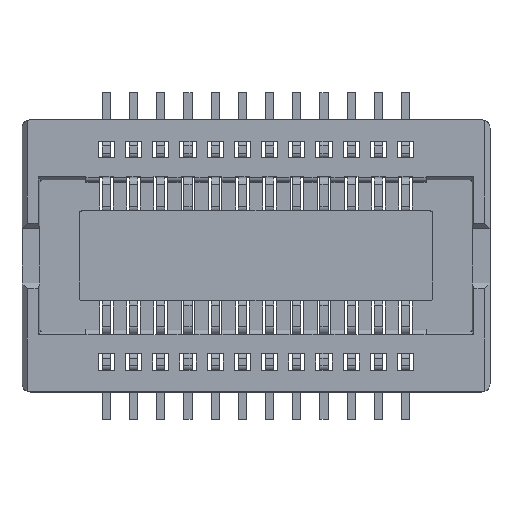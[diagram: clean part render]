
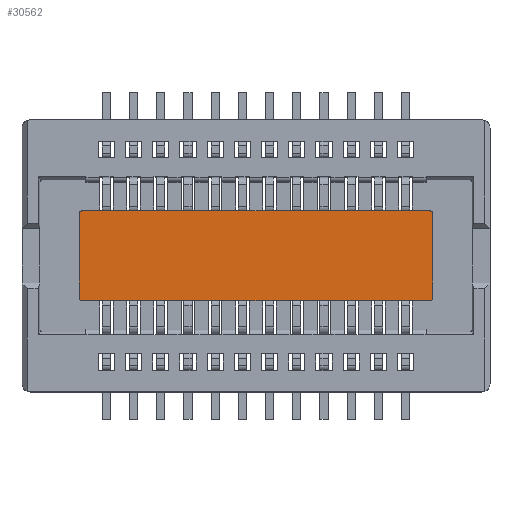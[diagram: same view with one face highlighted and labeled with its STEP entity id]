
A CAD part, top view. The second image highlights one B-rep face of the part: STEP entity #30562.
In plain terms, the highlighted planar face has unit normal (0, 0, 1).
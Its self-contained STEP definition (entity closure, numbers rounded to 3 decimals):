
#11677 = EDGE_CURVE('',#11678,#11680,#11682,.T.);
#11678 = VERTEX_POINT('',#11679);
#11679 = CARTESIAN_POINT('',(-3.2,-0.825,1.15));
#11680 = VERTEX_POINT('',#11681);
#11681 = CARTESIAN_POINT('',(3.2,-0.825,1.15));
#11682 = LINE('',#11683,#11684);
#11683 = CARTESIAN_POINT('',(-3.25,-0.825,1.15));
#11684 = VECTOR('',#11685,1.);
#11685 = DIRECTION('',(1.,0.,0.));
#30305 = EDGE_CURVE('',#30306,#30308,#30310,.T.);
#30306 = VERTEX_POINT('',#30307);
#30307 = CARTESIAN_POINT('',(3.2,0.825,1.15));
#30308 = VERTEX_POINT('',#30309);
#30309 = CARTESIAN_POINT('',(-3.2,0.825,1.15));
#30310 = LINE('',#30311,#30312);
#30311 = CARTESIAN_POINT('',(3.25,0.825,1.15));
#30312 = VECTOR('',#30313,1.);
#30313 = DIRECTION('',(-1.,0.,0.));
#30499 = EDGE_CURVE('',#30308,#30500,#30502,.T.);
#30500 = VERTEX_POINT('',#30501);
#30501 = CARTESIAN_POINT('',(-3.25,0.775,1.15));
#30502 = CIRCLE('',#30503,0.05);
#30503 = AXIS2_PLACEMENT_3D('',#30504,#30505,#30506);
#30504 = CARTESIAN_POINT('',(-3.2,0.775,1.15));
#30505 = DIRECTION('',(0.,-0.,1.));
#30506 = DIRECTION('',(0.,1.,0.));
#30524 = EDGE_CURVE('',#30500,#30525,#30527,.T.);
#30525 = VERTEX_POINT('',#30526);
#30526 = CARTESIAN_POINT('',(-3.25,-0.775,1.15));
#30527 = LINE('',#30528,#30529);
#30528 = CARTESIAN_POINT('',(-3.25,0.825,1.15));
#30529 = VECTOR('',#30530,1.);
#30530 = DIRECTION('',(0.,-1.,0.));
#30548 = EDGE_CURVE('',#11678,#30525,#30549,.T.);
#30549 = CIRCLE('',#30550,0.05);
#30550 = AXIS2_PLACEMENT_3D('',#30551,#30552,#30553);
#30551 = CARTESIAN_POINT('',(-3.2,-0.775,1.15));
#30552 = DIRECTION('',(0.,0.,-1.));
#30553 = DIRECTION('',(0.,1.,0.));
#30562 = ADVANCED_FACE('',(#30563),#30594,.T.);
#30563 = FACE_BOUND('',#30564,.T.);
#30564 = EDGE_LOOP('',(#30565,#30566,#30575,#30583,#30590,#30591,#30592,
#30593));
#30565 = ORIENTED_EDGE('',*,*,#11677,.T.);
#30566 = ORIENTED_EDGE('',*,*,#30567,.T.);
#30567 = EDGE_CURVE('',#11680,#30568,#30570,.T.);
#30568 = VERTEX_POINT('',#30569);
#30569 = CARTESIAN_POINT('',(3.25,-0.775,1.15));
#30570 = CIRCLE('',#30571,0.05);
#30571 = AXIS2_PLACEMENT_3D('',#30572,#30573,#30574);
#30572 = CARTESIAN_POINT('',(3.2,-0.775,1.15));
#30573 = DIRECTION('',(0.,-0.,1.));
#30574 = DIRECTION('',(0.,1.,0.));
#30575 = ORIENTED_EDGE('',*,*,#30576,.T.);
#30576 = EDGE_CURVE('',#30568,#30577,#30579,.T.);
#30577 = VERTEX_POINT('',#30578);
#30578 = CARTESIAN_POINT('',(3.25,0.775,1.15));
#30579 = LINE('',#30580,#30581);
#30580 = CARTESIAN_POINT('',(3.25,-0.825,1.15));
#30581 = VECTOR('',#30582,1.);
#30582 = DIRECTION('',(0.,1.,0.));
#30583 = ORIENTED_EDGE('',*,*,#30584,.T.);
#30584 = EDGE_CURVE('',#30577,#30306,#30585,.T.);
#30585 = CIRCLE('',#30586,0.05);
#30586 = AXIS2_PLACEMENT_3D('',#30587,#30588,#30589);
#30587 = CARTESIAN_POINT('',(3.2,0.775,1.15));
#30588 = DIRECTION('',(0.,-0.,1.));
#30589 = DIRECTION('',(0.,1.,0.));
#30590 = ORIENTED_EDGE('',*,*,#30305,.T.);
#30591 = ORIENTED_EDGE('',*,*,#30499,.T.);
#30592 = ORIENTED_EDGE('',*,*,#30524,.T.);
#30593 = ORIENTED_EDGE('',*,*,#30548,.F.);
#30594 = PLANE('',#30595);
#30595 = AXIS2_PLACEMENT_3D('',#30596,#30597,#30598);
#30596 = CARTESIAN_POINT('',(0.,0.,1.15));
#30597 = DIRECTION('',(0.,0.,1.));
#30598 = DIRECTION('',(1.,0.,0.));
